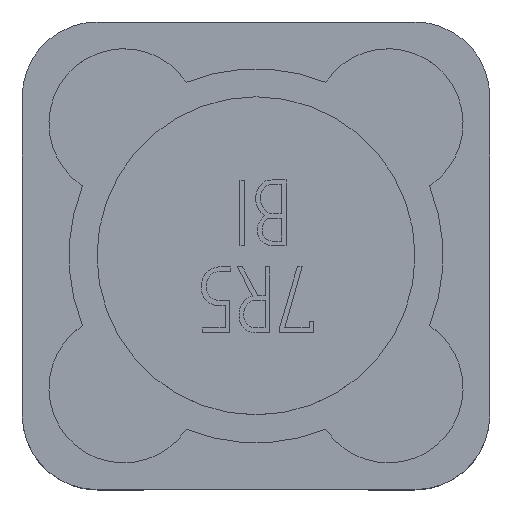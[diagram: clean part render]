
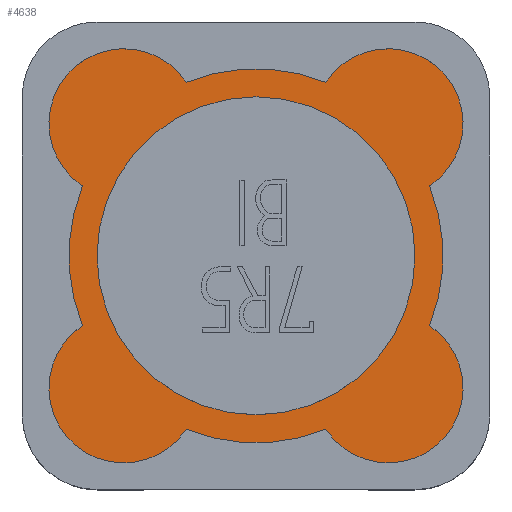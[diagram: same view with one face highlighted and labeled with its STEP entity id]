
A CAD part, top view. The second image highlights one B-rep face of the part: STEP entity #4638.
In plain terms, the highlighted planar face has unit normal (0, 0, 1).
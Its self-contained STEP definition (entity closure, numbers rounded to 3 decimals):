
#144=PLANE('',#4911);
#329=CIRCLE('',#4894,5.);
#330=CIRCLE('',#4896,2.);
#331=CIRCLE('',#4898,5.);
#332=CIRCLE('',#4900,2.);
#333=CIRCLE('',#4902,5.);
#334=CIRCLE('',#4904,2.);
#335=CIRCLE('',#4906,5.);
#336=CIRCLE('',#4908,4.25);
#337=CIRCLE('',#4910,2.);
#691=ORIENTED_EDGE('',*,*,#1632,.T.);
#692=ORIENTED_EDGE('',*,*,#1618,.F.);
#693=ORIENTED_EDGE('',*,*,#1633,.F.);
#694=ORIENTED_EDGE('',*,*,#1630,.F.);
#695=ORIENTED_EDGE('',*,*,#1628,.F.);
#696=ORIENTED_EDGE('',*,*,#1626,.F.);
#697=ORIENTED_EDGE('',*,*,#1624,.F.);
#698=ORIENTED_EDGE('',*,*,#1622,.F.);
#699=ORIENTED_EDGE('',*,*,#1620,.F.);
#1618=EDGE_CURVE('',#2084,#2085,#329,.T.);
#1620=EDGE_CURVE('',#2085,#2086,#330,.T.);
#1622=EDGE_CURVE('',#2086,#2087,#331,.T.);
#1624=EDGE_CURVE('',#2087,#2088,#332,.T.);
#1626=EDGE_CURVE('',#2088,#2089,#333,.T.);
#1628=EDGE_CURVE('',#2089,#2090,#334,.T.);
#1630=EDGE_CURVE('',#2090,#2091,#335,.T.);
#1632=EDGE_CURVE('',#2092,#2092,#336,.T.);
#1633=EDGE_CURVE('',#2091,#2084,#337,.T.);
#2084=VERTEX_POINT('',#6566);
#2085=VERTEX_POINT('',#6568);
#2086=VERTEX_POINT('',#6572);
#2087=VERTEX_POINT('',#6576);
#2088=VERTEX_POINT('',#6580);
#2089=VERTEX_POINT('',#6584);
#2090=VERTEX_POINT('',#6588);
#2091=VERTEX_POINT('',#6592);
#2092=VERTEX_POINT('',#6596);
#2880=EDGE_LOOP('',(#691));
#2881=EDGE_LOOP('',(#692,#693,#694,#695,#696,#697,#698,#699));
#3085=FACE_BOUND('',#2880,.T.);
#3086=FACE_BOUND('',#2881,.T.);
#4638=ADVANCED_FACE('',(#3085,#3086),#144,.F.);
#4894=AXIS2_PLACEMENT_3D('',#6567,#5428,#5429);
#4896=AXIS2_PLACEMENT_3D('',#6571,#5433,#5434);
#4898=AXIS2_PLACEMENT_3D('',#6575,#5438,#5439);
#4900=AXIS2_PLACEMENT_3D('',#6579,#5443,#5444);
#4902=AXIS2_PLACEMENT_3D('',#6583,#5448,#5449);
#4904=AXIS2_PLACEMENT_3D('',#6587,#5453,#5454);
#4906=AXIS2_PLACEMENT_3D('',#6591,#5458,#5459);
#4908=AXIS2_PLACEMENT_3D('',#6595,#5463,#5464);
#4910=AXIS2_PLACEMENT_3D('',#6598,#5467,#5468);
#4911=AXIS2_PLACEMENT_3D('',#6599,#5469,#5470);
#5428=DIRECTION('',(0.,0.,-1.));
#5429=DIRECTION('',(1.,0.,0.));
#5433=DIRECTION('',(0.,0.,-1.));
#5434=DIRECTION('',(1.,0.,0.));
#5438=DIRECTION('',(0.,0.,-1.));
#5439=DIRECTION('',(1.,0.,0.));
#5443=DIRECTION('',(0.,0.,-1.));
#5444=DIRECTION('',(1.,0.,0.));
#5448=DIRECTION('',(0.,0.,-1.));
#5449=DIRECTION('',(1.,0.,0.));
#5453=DIRECTION('',(0.,0.,-1.));
#5454=DIRECTION('',(-1.,0.,0.));
#5458=DIRECTION('',(0.,0.,-1.));
#5459=DIRECTION('',(-1.,0.,0.));
#5463=DIRECTION('',(0.,0.,-1.));
#5464=DIRECTION('',(1.,0.,0.));
#5467=DIRECTION('',(0.,0.,-1.));
#5468=DIRECTION('',(-1.,0.,0.));
#5469=DIRECTION('',(0.,0.,-1.));
#5470=DIRECTION('',(-1.,0.,0.));
#6566=CARTESIAN_POINT('',(1.867,-4.638,1.7));
#6567=CARTESIAN_POINT('',(0.,0.,1.7));
#6568=CARTESIAN_POINT('',(-1.867,-4.638,1.7));
#6571=CARTESIAN_POINT('',(-3.536,-3.536,1.7));
#6572=CARTESIAN_POINT('',(-4.638,-1.867,1.7));
#6575=CARTESIAN_POINT('',(0.,0.,1.7));
#6576=CARTESIAN_POINT('',(-4.638,1.867,1.7));
#6579=CARTESIAN_POINT('',(-3.536,3.536,1.7));
#6580=CARTESIAN_POINT('',(-1.867,4.638,1.7));
#6583=CARTESIAN_POINT('',(0.,0.,1.7));
#6584=CARTESIAN_POINT('',(1.867,4.638,1.7));
#6587=CARTESIAN_POINT('',(3.536,3.536,1.7));
#6588=CARTESIAN_POINT('',(4.638,1.867,1.7));
#6591=CARTESIAN_POINT('',(0.,0.,1.7));
#6592=CARTESIAN_POINT('',(4.638,-1.867,1.7));
#6595=CARTESIAN_POINT('',(0.,0.,1.7));
#6596=CARTESIAN_POINT('',(4.25,0.,1.7));
#6598=CARTESIAN_POINT('',(3.536,-3.536,1.7));
#6599=CARTESIAN_POINT('',(-1.768,-1.768,1.7));
